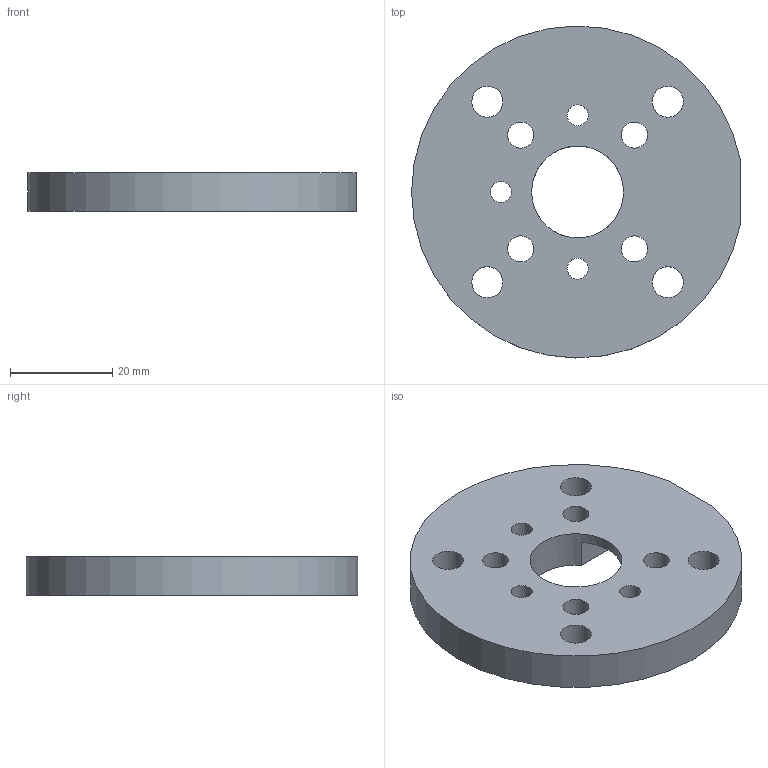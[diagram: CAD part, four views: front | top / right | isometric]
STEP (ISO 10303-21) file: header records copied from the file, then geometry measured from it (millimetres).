
FILE_DESCRIPTION(/* description */ (''),/* implementation_level */ '2;1');
FILE_NAME(/* name */ 'Part_Top_b_Blue.stp',/* time_stamp */ '2022-09-08T12:59:15+01:00',/* author */ ('romanp'),/* organization */ (''),/* preprocessor_version */ 'ST-DEVELOPER v19',/* originating_system */ 'Autodesk Inventor 2023',/* authorisation */ '');
FILE_SCHEMA (('AUTOMOTIVE_DESIGN { 1 0 10303 214 3 1 1 }'));
Length unit declared in the file: millimetre
Products named in the file (1): Part_1_b
Bounding box: 64.38 x 65 x 7.5 mm (x, y, z)
Volume: 19831.9 mm3; surface area: 9121.7 mm2
Topology: 1 solids, 1 shells, 23 faces, 66 edges, 45 vertices
Faces by surface type: cylinder 14, plane 7, cone 2
Full cylindrical faces by diameter (mm): 4.1 x3, 5.1 x4, 6.1 x4, 18 x1
Entity records: 874 total; most frequent: DIRECTION 146, CARTESIAN_POINT 135, ORIENTED_EDGE 132, EDGE_CURVE 66, AXIS2_PLACEMENT_3D 56, EDGE_LOOP 46, VERTEX_POINT 44, LINE 34
